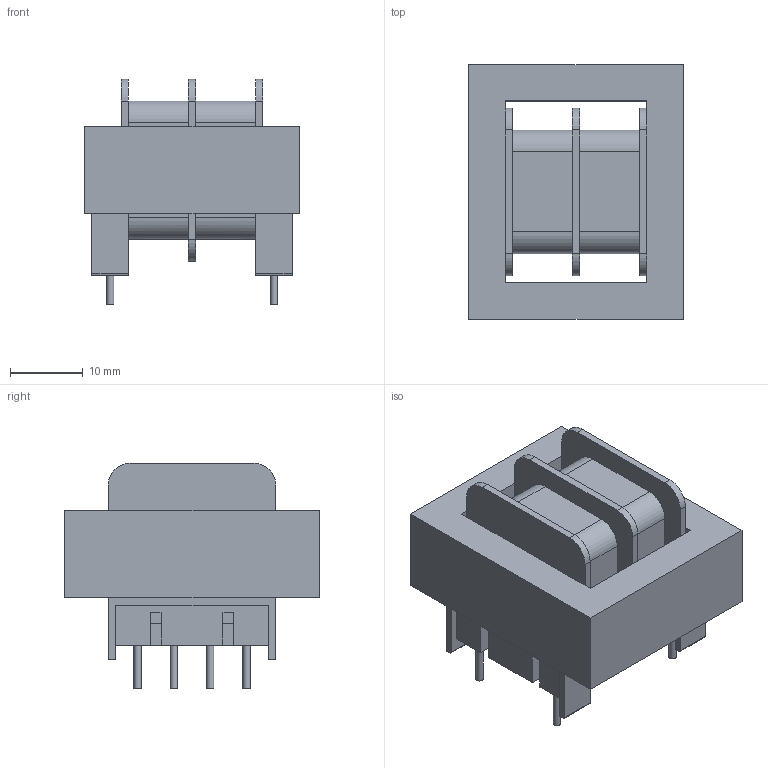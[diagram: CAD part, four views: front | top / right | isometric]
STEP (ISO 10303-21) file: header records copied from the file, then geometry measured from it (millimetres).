
FILE_DESCRIPTION(/* description */ (''),/* implementation_level */ '2;1');
FILE_NAME(/* name */ 'EI35_2+4.stp',/* time_stamp */ '2022-09-17T16:43:28+07:00',/* author */ (''),/* organization */ (''),/* preprocessor_version */ 'ST-DEVELOPER v16',/* originating_system */ 'SIEMENS PLM Software NX 11.0',/* authorisation */ '');
FILE_SCHEMA (('AUTOMOTIVE_DESIGN { 1 0 10303 214 3 1 1 1 }'));
Length unit declared in the file: millimetre
Products named in the file (3): transformer_ei35; model2; final
Assembly tree (2 placements, depth 2):
  final
    model2
    transformer_ei35
Bounding box: 29.5 x 35 x 31 mm (x, y, z)
Volume: 14363.5 mm3; surface area: 9380.3 mm2
Topology: 8 solids, 8 shells, 128 faces, 326 edges, 214 vertices
Faces by surface type: plane 98, cylinder 30
Full cylindrical faces by diameter (mm): 1 x6
Entity records: 4103 total; most frequent: CARTESIAN_POINT 665, DIRECTION 646, ORIENTED_EDGE 640, EDGE_CURVE 320, LINE 256, VECTOR 256, VERTEX_POINT 214, AXIS2_PLACEMENT_3D 195
